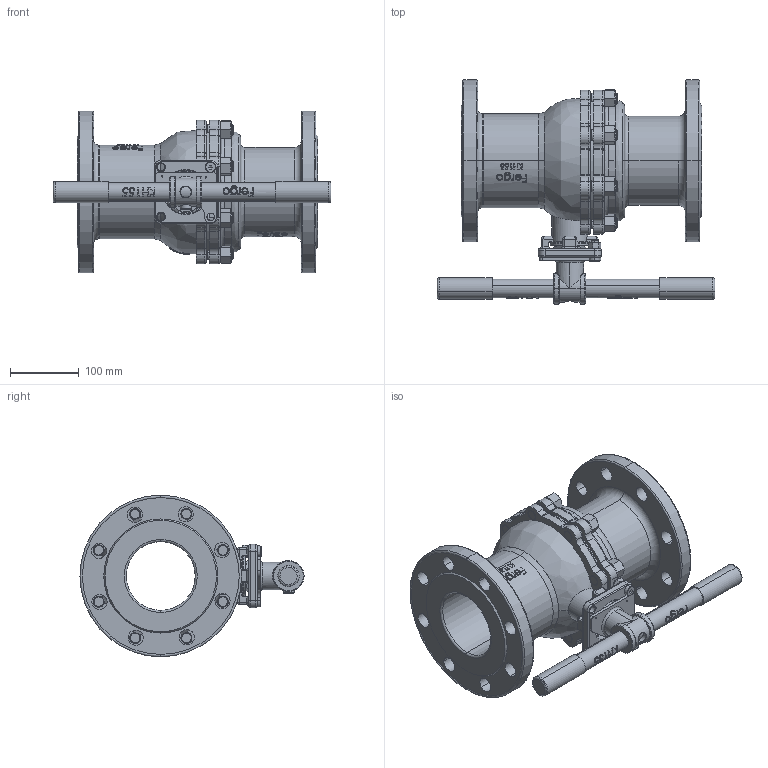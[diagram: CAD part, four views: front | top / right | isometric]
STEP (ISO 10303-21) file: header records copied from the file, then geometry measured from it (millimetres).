
FILE_DESCRIPTION (( 'STEP AP214' ), '1' );
FILE_NAME ('KH155-F1-Kugelhahn-DN100-PN40-Handhebel-Fergo.STEP', '2022-10-10T11:56:33', ( '' ), ( '' ), 'SwSTEP 2.0', 'SolidWorks 2022', '' );
FILE_SCHEMA (( 'AUTOMOTIVE_DESIGN' ));
Length unit declared in the file: millimetre
Products named in the file (1): KH155-F1-Kugelhahn-DN100-PN40-Handhebel-Fergo
Bounding box: 404 x 325.8 x 235 mm (x, y, z)
Volume: 5172845.6 mm3; surface area: 685452.8 mm2
Topology: 28 solids, 28 shells, 1467 faces, 3724 edges, 2321 vertices
Faces by surface type: bspline 486, cylinder 349, plane 272, cone 219, torus 141
Entity records: 129294 total; most frequent: CARTESIAN_POINT 85497, ORIENTED_EDGE 7424, DIRECTION 5252, EDGE_CURVE 3712, VERTEX_POINT 2321, AXIS2_PLACEMENT_3D 2196, B_SPLINE_CURVE_WITH_KNOTS 1626, EDGE_LOOP 1605
